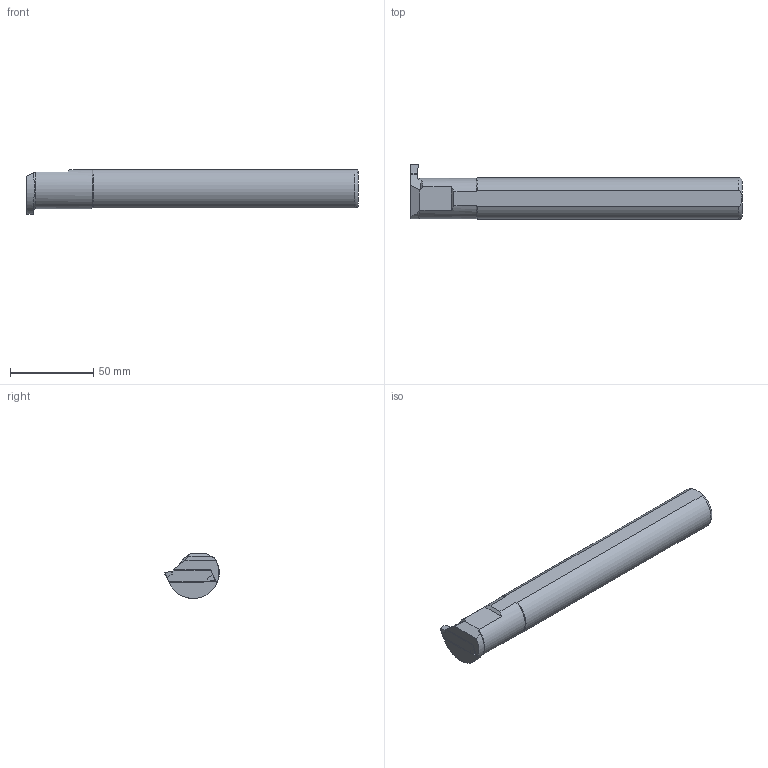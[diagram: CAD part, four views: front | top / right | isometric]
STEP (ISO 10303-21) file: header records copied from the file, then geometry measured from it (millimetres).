
FILE_DESCRIPTION(/* description */ (''),/* implementation_level */ '2;1');
FILE_NAME(/* name */ 'model1_1.stp',/* time_stamp */ '2023-10-10T23:40:11+03:00',/* author */ (''),/* organization */ (''),/* preprocessor_version */ 'ST-DEVELOPER v19.4',/* originating_system */ 'SIEMENS PLM Software NX2306.3001',/* authorisation */ '');
FILE_SCHEMA (('AUTOMOTIVE_DESIGN { 1 0 10303 214 3 1 1 1 }'));
Length unit declared in the file: millimetre
Products named in the file (1): model1_objects
Bounding box: 199.97 x 33 x 27.05 mm (x, y, z)
Volume: 94878.3 mm3; surface area: 17551.4 mm2
Topology: 2 solids, 2 shells, 51 faces, 134 edges, 87 vertices
Faces by surface type: plane 36, cylinder 9, torus 4, cone 2
Entity records: 2030 total; most frequent: CARTESIAN_POINT 380, ORIENTED_EDGE 264, DIRECTION 255, EDGE_CURVE 132, LINE 89, VECTOR 89, VERTEX_POINT 86, AXIS2_PLACEMENT_3D 83
